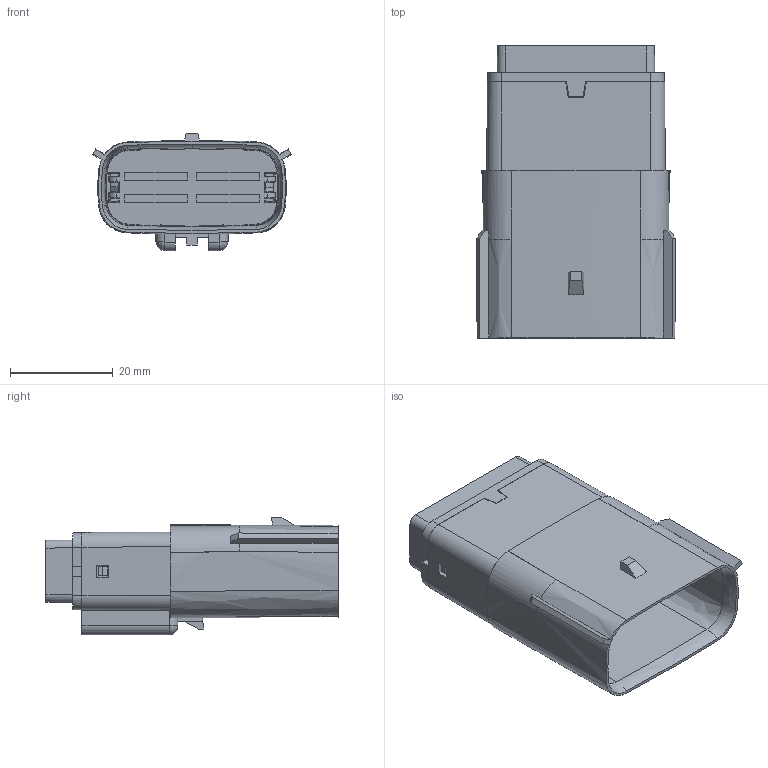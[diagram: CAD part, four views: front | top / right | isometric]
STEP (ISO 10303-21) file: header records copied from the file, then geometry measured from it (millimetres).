
FILE_DESCRIPTION(/* description */ (''),/* implementation_level */ '2;1');
FILE_NAME(/* name */ '35327867-ENV10_01-CONN.stp',/* time_stamp */ '2023-06-19T15:36:28+08:00',/* author */ (''),/* organization */ (''),/* preprocessor_version */ 'ST-DEVELOPER v16',/* originating_system */ 'SIEMENS PLM Software NX 11.0',/* authorisation */ '');
FILE_SCHEMA (('AUTOMOTIVE_DESIGN { 1 0 10303 214 3 1 1 1 }'));
Length unit declared in the file: millimetre
Products named in the file (1): 35327867-ENV10_01-CONN
Bounding box: 38.66 x 56.76 x 22.82 mm (x, y, z)
Volume: 22648.6 mm3; surface area: 12329 mm2
Topology: 1 solids, 1 shells, 416 faces, 1212 edges, 809 vertices
Faces by surface type: plane 347, cylinder 28, cone 20, bspline 17, revolution 4
Entity records: 14068 total; most frequent: CARTESIAN_POINT 3187, ORIENTED_EDGE 2424, DIRECTION 2042, EDGE_CURVE 1212, LINE 920, VECTOR 920, VERTEX_POINT 809, AXIS2_PLACEMENT_3D 559
